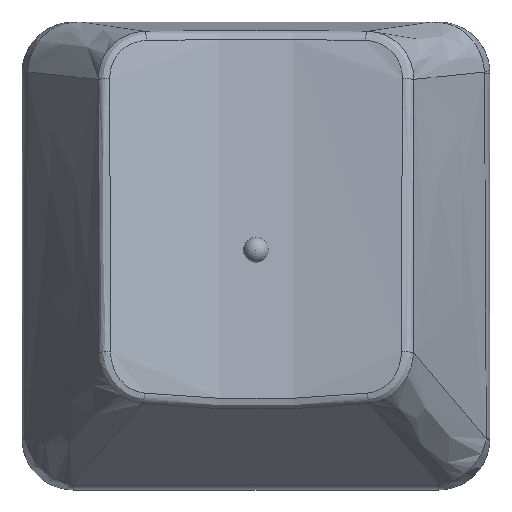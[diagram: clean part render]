
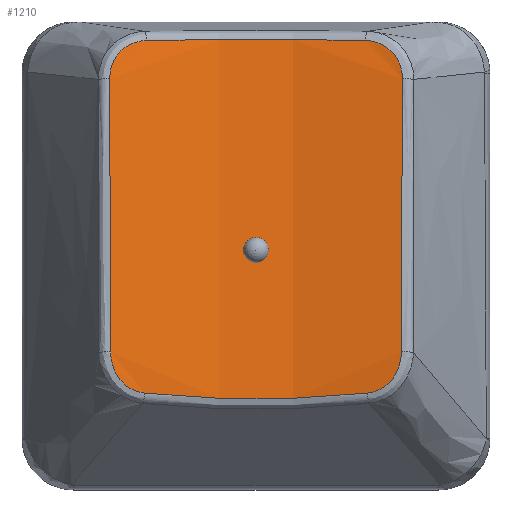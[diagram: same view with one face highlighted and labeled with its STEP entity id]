
A CAD part, top view. The second image highlights one B-rep face of the part: STEP entity #1210.
In plain terms, the highlighted free-form (B-spline) face has degree [1, 2] with [2, 3] control points.
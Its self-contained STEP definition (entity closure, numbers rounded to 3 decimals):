
#16=(
BOUNDED_SURFACE()
B_SPLINE_SURFACE(1,2,((#2877,#2878,#2879),(#2880,#2881,#2882)),
 .UNSPECIFIED.,.F.,.F.,.F.)
B_SPLINE_SURFACE_WITH_KNOTS((2,2),(3,3),(-0.459,0.194),
(-1.837,-1.304),.UNSPECIFIED.)
GEOMETRIC_REPRESENTATION_ITEM()
RATIONAL_B_SPLINE_SURFACE(((1.,0.965,1.),(1.,0.965,
1.)))
REPRESENTATION_ITEM('')
SURFACE()
);
#128=B_SPLINE_CURVE_WITH_KNOTS('',3,(#2591,#2592,#2593,#2594),
 .UNSPECIFIED.,.F.,.F.,(4,4),(0.,0.886),.UNSPECIFIED.);
#129=B_SPLINE_CURVE_WITH_KNOTS('',3,(#2622,#2623,#2624,#2625,#2626),
 .UNSPECIFIED.,.F.,.F.,(4,1,4),(0.,0.099,0.231),
 .UNSPECIFIED.);
#130=B_SPLINE_CURVE_WITH_KNOTS('',3,(#2649,#2650,#2651,#2652),
 .UNSPECIFIED.,.F.,.F.,(4,4),(0.,1.068),.UNSPECIFIED.);
#132=B_SPLINE_CURVE_WITH_KNOTS('',3,(#2686,#2687,#2688,#2689,#2690),
 .UNSPECIFIED.,.F.,.F.,(4,1,4),(0.,0.102,0.238),
 .UNSPECIFIED.);
#134=B_SPLINE_CURVE_WITH_KNOTS('',3,(#2718,#2719,#2720,#2721),
 .UNSPECIFIED.,.F.,.F.,(4,4),(0.,0.869),.UNSPECIFIED.);
#136=B_SPLINE_CURVE_WITH_KNOTS('',3,(#2761,#2762,#2763,#2764,#2765,#2766),
 .UNSPECIFIED.,.F.,.F.,(4,1,1,4),(0.,0.102,
0.17,0.238),.UNSPECIFIED.);
#138=B_SPLINE_CURVE_WITH_KNOTS('',3,(#2793,#2794,#2795,#2796),
 .UNSPECIFIED.,.F.,.F.,(4,4),(0.,1.068),.UNSPECIFIED.);
#139=B_SPLINE_CURVE_WITH_KNOTS('',3,(#2827,#2828,#2829,#2830,#2831,#2832),
 .UNSPECIFIED.,.F.,.F.,(4,1,1,4),(0.,0.099,
0.165,0.231),.UNSPECIFIED.);
#325=FACE_OUTER_BOUND('',#402,.T.);
#402=EDGE_LOOP('',(#989,#990,#991,#992,#993,#994,#995,#996));
#540=VERTEX_POINT('',#2587);
#541=VERTEX_POINT('',#2589);
#542=VERTEX_POINT('',#2620);
#543=VERTEX_POINT('',#2647);
#544=VERTEX_POINT('',#2678);
#546=VERTEX_POINT('',#2711);
#548=VERTEX_POINT('',#2752);
#550=VERTEX_POINT('',#2787);
#696=EDGE_CURVE('',#541,#540,#128,.T.);
#698=EDGE_CURVE('',#540,#542,#129,.T.);
#700=EDGE_CURVE('',#542,#543,#130,.T.);
#703=EDGE_CURVE('',#543,#544,#132,.T.);
#706=EDGE_CURVE('',#544,#546,#134,.T.);
#709=EDGE_CURVE('',#546,#548,#136,.T.);
#712=EDGE_CURVE('',#548,#550,#138,.T.);
#713=EDGE_CURVE('',#550,#541,#139,.T.);
#989=ORIENTED_EDGE('',*,*,#696,.F.);
#990=ORIENTED_EDGE('',*,*,#713,.F.);
#991=ORIENTED_EDGE('',*,*,#712,.F.);
#992=ORIENTED_EDGE('',*,*,#709,.F.);
#993=ORIENTED_EDGE('',*,*,#706,.F.);
#994=ORIENTED_EDGE('',*,*,#703,.F.);
#995=ORIENTED_EDGE('',*,*,#700,.F.);
#996=ORIENTED_EDGE('',*,*,#698,.F.);
#1210=ADVANCED_FACE('',(#325),#16,.T.);
#2587=CARTESIAN_POINT('',(-4.321,-5.334,6.32));
#2589=CARTESIAN_POINT('',(4.321,-5.334,6.32));
#2591=CARTESIAN_POINT('Ctrl Pts',(4.321,-5.334,6.32));
#2592=CARTESIAN_POINT('Ctrl Pts',(1.483,-5.631,5.785));
#2593=CARTESIAN_POINT('Ctrl Pts',(-1.483,-5.631,5.785));
#2594=CARTESIAN_POINT('Ctrl Pts',(-4.321,-5.334,6.32));
#2620=CARTESIAN_POINT('',(-5.643,-3.73,6.433));
#2622=CARTESIAN_POINT('Ctrl Pts',(-4.321,-5.334,6.32));
#2623=CARTESIAN_POINT('Ctrl Pts',(-4.637,-5.301,6.38));
#2624=CARTESIAN_POINT('Ctrl Pts',(-5.353,-4.949,6.501));
#2625=CARTESIAN_POINT('Ctrl Pts',(-5.642,-4.167,6.486));
#2626=CARTESIAN_POINT('Ctrl Pts',(-5.643,-3.73,6.433));
#2647=CARTESIAN_POINT('',(-5.679,6.869,5.141));
#2649=CARTESIAN_POINT('Ctrl Pts',(-5.643,-3.73,6.433));
#2650=CARTESIAN_POINT('Ctrl Pts',(-5.653,-0.197,6.001));
#2651=CARTESIAN_POINT('Ctrl Pts',(-5.665,3.336,5.571));
#2652=CARTESIAN_POINT('Ctrl Pts',(-5.679,6.869,5.141));
#2678=CARTESIAN_POINT('',(-4.242,8.356,4.623));
#2686=CARTESIAN_POINT('Ctrl Pts',(-5.679,6.869,5.141));
#2687=CARTESIAN_POINT('Ctrl Pts',(-5.68,7.207,5.099));
#2688=CARTESIAN_POINT('Ctrl Pts',(-5.428,7.995,4.932));
#2689=CARTESIAN_POINT('Ctrl Pts',(-4.679,8.348,4.711));
#2690=CARTESIAN_POINT('Ctrl Pts',(-4.242,8.356,4.623));
#2711=CARTESIAN_POINT('',(4.242,8.356,4.623));
#2718=CARTESIAN_POINT('Ctrl Pts',(-4.242,8.356,4.623));
#2719=CARTESIAN_POINT('Ctrl Pts',(-1.451,8.407,4.066));
#2720=CARTESIAN_POINT('Ctrl Pts',(1.451,8.407,4.066));
#2721=CARTESIAN_POINT('Ctrl Pts',(4.242,8.356,4.623));
#2752=CARTESIAN_POINT('',(5.679,6.869,5.141));
#2761=CARTESIAN_POINT('Ctrl Pts',(4.242,8.356,4.623));
#2762=CARTESIAN_POINT('Ctrl Pts',(4.57,8.35,4.689));
#2763=CARTESIAN_POINT('Ctrl Pts',(5.109,8.166,4.833));
#2764=CARTESIAN_POINT('Ctrl Pts',(5.588,7.543,5.033));
#2765=CARTESIAN_POINT('Ctrl Pts',(5.68,7.094,5.113));
#2766=CARTESIAN_POINT('Ctrl Pts',(5.679,6.869,5.141));
#2787=CARTESIAN_POINT('',(5.643,-3.73,6.433));
#2793=CARTESIAN_POINT('Ctrl Pts',(5.679,6.869,5.141));
#2794=CARTESIAN_POINT('Ctrl Pts',(5.665,3.336,5.571));
#2795=CARTESIAN_POINT('Ctrl Pts',(5.653,-0.197,6.001));
#2796=CARTESIAN_POINT('Ctrl Pts',(5.643,-3.73,6.433));
#2827=CARTESIAN_POINT('Ctrl Pts',(5.643,-3.73,6.433));
#2828=CARTESIAN_POINT('Ctrl Pts',(5.642,-4.058,6.473));
#2829=CARTESIAN_POINT('Ctrl Pts',(5.492,-4.611,6.499));
#2830=CARTESIAN_POINT('Ctrl Pts',(4.946,-5.168,6.433));
#2831=CARTESIAN_POINT('Ctrl Pts',(4.532,-5.312,6.36));
#2832=CARTESIAN_POINT('Ctrl Pts',(4.321,-5.334,6.32));
#2877=CARTESIAN_POINT('Ctrl Pts',(5.679,-5.481,6.657));
#2878=CARTESIAN_POINT('Ctrl Pts',(0.,-5.666,
5.153));
#2879=CARTESIAN_POINT('Ctrl Pts',(-5.68,-5.481,6.657));
#2880=CARTESIAN_POINT('Ctrl Pts',(5.679,8.514,4.939));
#2881=CARTESIAN_POINT('Ctrl Pts',(0.,8.33,
3.434));
#2882=CARTESIAN_POINT('Ctrl Pts',(-5.68,8.514,4.939));
